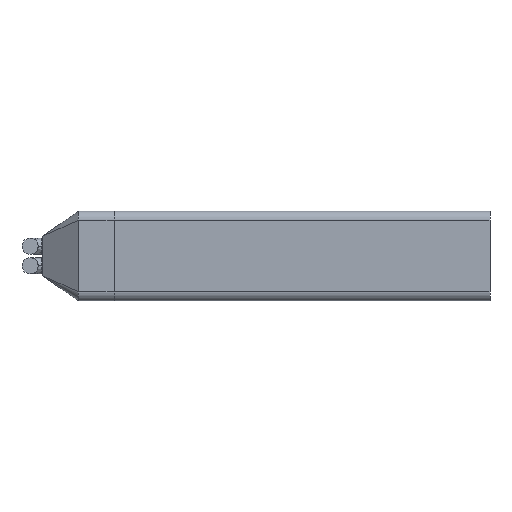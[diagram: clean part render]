
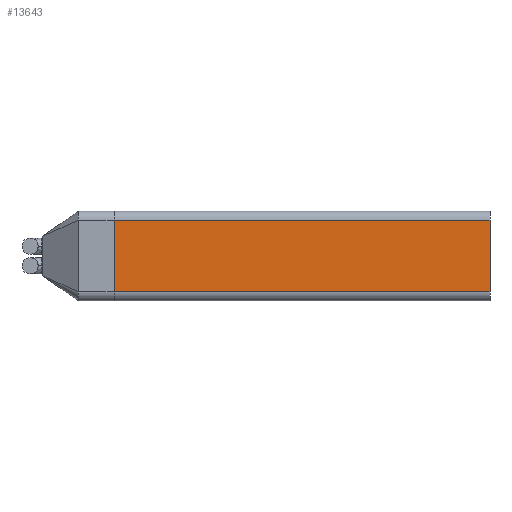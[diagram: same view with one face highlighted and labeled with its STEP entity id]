
A CAD part, front view. The second image highlights one B-rep face of the part: STEP entity #13643.
In plain terms, the highlighted planar face has unit normal (0, -1, 0).
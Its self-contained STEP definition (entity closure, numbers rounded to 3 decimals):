
#13643=ADVANCED_FACE('',(#24453),#24455,.T.);
#24453=FACE_BOUND('',#24454,.T.);
#24454=EDGE_LOOP('',(#33897,#33898,#33899,#33900));
#24455=PLANE('',#24456);
#24456=AXIS2_PLACEMENT_3D('',#24457,#24458,#24459);
#24457=CARTESIAN_POINT('',(-17.,-20.,4.));
#24458=DIRECTION('',(0.,-1.,0.));
#24459=DIRECTION('',(0.,0.,-1.));
#33897=ORIENTED_EDGE('',*,*,#38373,.F.);
#33898=ORIENTED_EDGE('',*,*,#38404,.T.);
#33899=ORIENTED_EDGE('',*,*,#38380,.F.);
#33900=ORIENTED_EDGE('',*,*,#38376,.F.);
#38373=EDGE_CURVE('',#45784,#45786,#45787,.F.);
#38376=EDGE_CURVE('',#45786,#45790,#45791,.T.);
#38380=EDGE_CURVE('',#45790,#45797,#45798,.T.);
#38404=EDGE_CURVE('',#45784,#45797,#45832,.T.);
#45784=VERTEX_POINT('',#63939);
#45786=VERTEX_POINT('',#63944);
#45787=LINE('',#63945,#63946);
#45790=VERTEX_POINT('',#63956);
#45791=LINE('',#63957,#63958);
#45797=VERTEX_POINT('',#63973);
#45798=LINE('',#63974,#63975);
#45832=LINE('',#64062,#64063);
#63939=CARTESIAN_POINT('',(-17.,-20.,-4.));
#63944=CARTESIAN_POINT('',(-17.,-20.,4.));
#63945=CARTESIAN_POINT('',(-17.,-20.,4.));
#63946=VECTOR('',#63947,1.);
#63947=DIRECTION('',(0.,0.,-1.));
#63956=CARTESIAN_POINT('',(25.,-20.,4.));
#63957=CARTESIAN_POINT('',(-17.,-20.,4.));
#63958=VECTOR('',#63959,1.);
#63959=DIRECTION('',(1.,0.,0.));
#63973=CARTESIAN_POINT('',(25.,-20.,-4.));
#63974=CARTESIAN_POINT('',(25.,-20.,4.));
#63975=VECTOR('',#63976,1.);
#63976=DIRECTION('',(0.,0.,-1.));
#64062=CARTESIAN_POINT('',(-17.,-20.,-4.));
#64063=VECTOR('',#64064,1.);
#64064=DIRECTION('',(1.,0.,0.));
